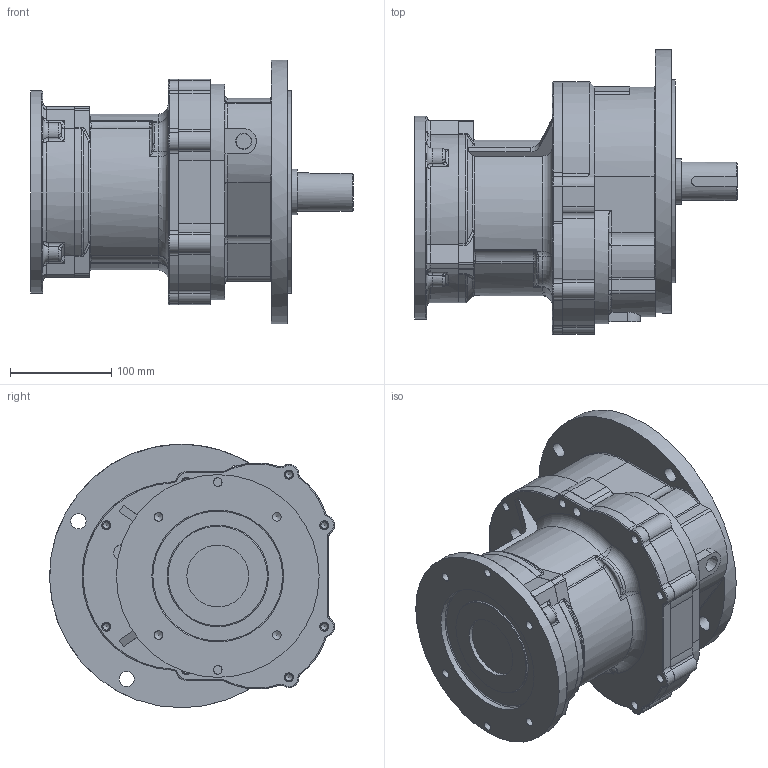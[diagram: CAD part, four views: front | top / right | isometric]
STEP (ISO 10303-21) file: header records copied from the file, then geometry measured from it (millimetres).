
FILE_DESCRIPTION (( 'STEP AP214' ), '1' );
FILE_NAME ('EK2DO07887H001_F1VF_1.5KW_R5.stp', '2022-07-04T04:49:49', ( 'Windows 餌辨濠' ), ( '' ), 'SwSTEP 2.0', 'SolidWorks 2021', '' );
FILE_SCHEMA (( 'AUTOMOTIVE_DESIGN' ));
Length unit declared in the file: millimetre
Products named in the file (5): 15_1.5KW; DKA0800221_BRACKET; EK2DO07887H001_F1VF_1.5KW_R5; DKA0102462_CASING; DKG1300339__1.5
Assembly tree (4 placements, depth 2):
  EK2DO07887H001_F1VF_1.5KW_R5
    DKA0102462_CASING
    DKG1300339__1.5
    DKA0800221_BRACKET
    15_1.5KW
Bounding box: 318 x 280.98 x 260 mm (x, y, z)
Volume: 7406306.1 mm3; surface area: 508814.8 mm2
Topology: 4 solids, 4 shells, 570 faces, 1467 edges, 894 vertices
Faces by surface type: cylinder 246, torus 108, plane 104, bspline 79, cone 25, sphere 8
Full cylindrical faces by diameter (mm): 2.7 x2, 6.8 x11, 8.5 x6, 9 x11, 10 x2, 12 x2, 15 x4, 38 x1, 45 x1, 61 x1, 98 x1, 130 x1, 175 x1, 200 x2, 260 x1
Entity records: 20989 total; most frequent: CARTESIAN_POINT 7434, DIRECTION 2819, ORIENTED_EDGE 2666, EDGE_CURVE 1333, AXIS2_PLACEMENT_3D 1223, VERTEX_POINT 852, CIRCLE 725, EDGE_LOOP 695
